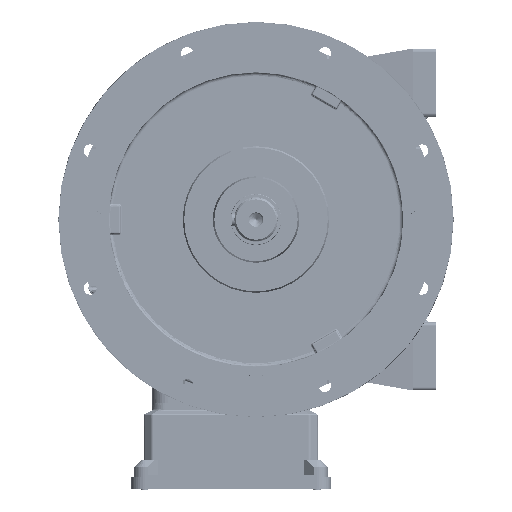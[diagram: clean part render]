
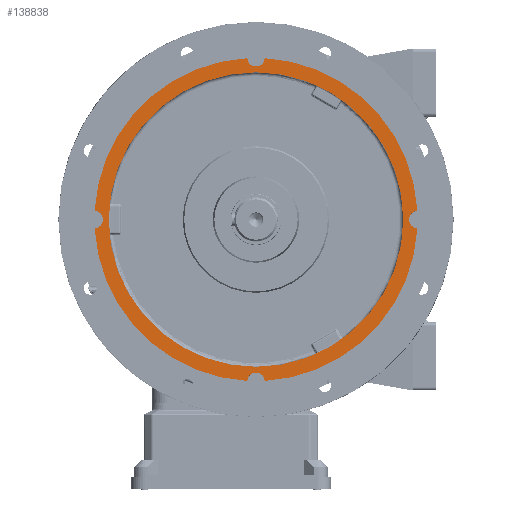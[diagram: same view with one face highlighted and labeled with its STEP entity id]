
A CAD part, left-side view. The second image highlights one B-rep face of the part: STEP entity #138838.
In plain terms, the highlighted planar face has unit normal (-1, 0, 0).
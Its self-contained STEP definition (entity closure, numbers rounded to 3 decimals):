
#2838 = AXIS2_PLACEMENT_3D ( 'NONE', #193609, #38150, #14685 ) ;
#9259 = VERTEX_POINT ( 'NONE', #57765 ) ;
#12534 = DIRECTION ( 'NONE',  ( -1., 0., 0. ) ) ;
#14685 = DIRECTION ( 'NONE',  ( 0., 1., 0. ) ) ;
#15560 = AXIS2_PLACEMENT_3D ( 'NONE', #119283, #235550, #200256 ) ;
#22411 = CIRCLE ( 'NONE', #164073, 12. ) ;
#22817 = DIRECTION ( 'NONE',  ( 0., 1., 0. ) ) ;
#27857 = CARTESIAN_POINT ( 'NONE',  ( 0., -225., 0. ) ) ;
#28599 = CARTESIAN_POINT ( 'NONE',  ( 0., 224.68, -11.996 ) ) ;
#29824 = EDGE_CURVE ( 'NONE', #198000, #104268, #22411, .T. ) ;
#34158 = PLANE ( 'NONE',  #132789 ) ;
#36696 = VERTEX_POINT ( 'NONE', #28599 ) ;
#38150 = DIRECTION ( 'NONE',  ( -1., 0., 0. ) ) ;
#39674 = ORIENTED_EDGE ( 'NONE', *, *, #190107, .F. ) ;
#39867 = DIRECTION ( 'NONE',  ( -1., 0., 0. ) ) ;
#42196 = CARTESIAN_POINT ( 'NONE',  ( 0., 11.996, -224.68 ) ) ;
#45372 = CIRCLE ( 'NONE', #124596, 12. ) ;
#46868 = EDGE_CURVE ( 'NONE', #194644, #131873, #149646, .T. ) ;
#47607 = DIRECTION ( 'NONE',  ( -1., 0., 0. ) ) ;
#49222 = CIRCLE ( 'NONE', #120237, 12. ) ;
#49643 = DIRECTION ( 'NONE',  ( 0., 0., 1. ) ) ;
#50417 = CARTESIAN_POINT ( 'NONE',  ( 0., 225., 0. ) ) ;
#52183 = EDGE_CURVE ( 'NONE', #198000, #139683, #117753, .T. ) ;
#53891 = CARTESIAN_POINT ( 'NONE',  ( 0., 0., 0. ) ) ;
#54990 = VERTEX_POINT ( 'NONE', #231872 ) ;
#55027 = FACE_BOUND ( 'NONE', #255654, .T. ) ;
#57765 = CARTESIAN_POINT ( 'NONE',  ( 0., -224.68, 11.996 ) ) ;
#57777 = ORIENTED_EDGE ( 'NONE', *, *, #29824, .F. ) ;
#61856 = ORIENTED_EDGE ( 'NONE', *, *, #130689, .T. ) ;
#62123 = DIRECTION ( 'NONE',  ( 0., -1., 0. ) ) ;
#62859 = EDGE_CURVE ( 'NONE', #104268, #54990, #191037, .T. ) ;
#65793 = CIRCLE ( 'NONE', #219952, 205. ) ;
#67986 = CARTESIAN_POINT ( 'NONE',  ( 0., 0., 0. ) ) ;
#78895 = CARTESIAN_POINT ( 'NONE',  ( 0., 224.68, 11.996 ) ) ;
#86906 = VERTEX_POINT ( 'NONE', #248996 ) ;
#89138 = VERTEX_POINT ( 'NONE', #254873 ) ;
#92945 = FACE_OUTER_BOUND ( 'NONE', #217440, .T. ) ;
#94195 = CARTESIAN_POINT ( 'NONE',  ( 0., 205., 0. ) ) ;
#96353 = AXIS2_PLACEMENT_3D ( 'NONE', #101227, #39867, #180889 ) ;
#97304 = VERTEX_POINT ( 'NONE', #108606 ) ;
#101227 = CARTESIAN_POINT ( 'NONE',  ( 0., 0., 0. ) ) ;
#104268 = VERTEX_POINT ( 'NONE', #159437 ) ;
#106835 = EDGE_CURVE ( 'NONE', #9259, #89138, #45372, .T. ) ;
#108453 = DIRECTION ( 'NONE',  ( -1., 0., 0. ) ) ;
#108606 = CARTESIAN_POINT ( 'NONE',  ( 0., 0., -205. ) ) ;
#108998 = CARTESIAN_POINT ( 'NONE',  ( 0., 0., 0. ) ) ;
#109388 = AXIS2_PLACEMENT_3D ( 'NONE', #67986, #147568, #49643 ) ;
#111255 = DIRECTION ( 'NONE',  ( 0., 0., -1. ) ) ;
#111311 = DIRECTION ( 'NONE',  ( -1., 0., 0. ) ) ;
#113965 = DIRECTION ( 'NONE',  ( 0., 0., 1. ) ) ;
#117753 = CIRCLE ( 'NONE', #109388, 225. ) ;
#119283 = CARTESIAN_POINT ( 'NONE',  ( 0., 0., 0. ) ) ;
#120237 = AXIS2_PLACEMENT_3D ( 'NONE', #50417, #12534, #152179 ) ;
#122794 = CARTESIAN_POINT ( 'NONE',  ( 0., 11.996, 224.68 ) ) ;
#124596 = AXIS2_PLACEMENT_3D ( 'NONE', #27857, #167598, #181104 ) ;
#124763 = EDGE_CURVE ( 'NONE', #97304, #152354, #65793, .T. ) ;
#125863 = EDGE_CURVE ( 'NONE', #9259, #54990, #149440, .T. ) ;
#128664 = ORIENTED_EDGE ( 'NONE', *, *, #106835, .F. ) ;
#130689 = EDGE_CURVE ( 'NONE', #36696, #131873, #238212, .T. ) ;
#131873 = VERTEX_POINT ( 'NONE', #42196 ) ;
#132789 = AXIS2_PLACEMENT_3D ( 'NONE', #94195, #214339, #111255 ) ;
#135364 = EDGE_CURVE ( 'NONE', #86906, #89138, #157408, .T. ) ;
#137078 = AXIS2_PLACEMENT_3D ( 'NONE', #208019, #111311, #151723 ) ;
#138838 = ADVANCED_FACE ( 'NONE', ( #55027, #92945 ), #34158, .F. ) ;
#139683 = VERTEX_POINT ( 'NONE', #78895 ) ;
#140343 = DIRECTION ( 'NONE',  ( -1., 0., 0. ) ) ;
#147568 = DIRECTION ( 'NONE',  ( -1., 0., 0. ) ) ;
#149315 = CARTESIAN_POINT ( 'NONE',  ( 0., 0., 205. ) ) ;
#149440 = CIRCLE ( 'NONE', #207840, 225. ) ;
#149646 = CIRCLE ( 'NONE', #162148, 12. ) ;
#151723 = DIRECTION ( 'NONE',  ( 0., 0., 1. ) ) ;
#152179 = DIRECTION ( 'NONE',  ( 0., 0., 1. ) ) ;
#152354 = VERTEX_POINT ( 'NONE', #149315 ) ;
#154400 = EDGE_CURVE ( 'NONE', #152354, #97304, #166332, .T. ) ;
#156500 = ORIENTED_EDGE ( 'NONE', *, *, #46868, .F. ) ;
#157408 = CIRCLE ( 'NONE', #15560, 225. ) ;
#159437 = CARTESIAN_POINT ( 'NONE',  ( 0., 0., 213. ) ) ;
#160743 = ORIENTED_EDGE ( 'NONE', *, *, #135364, .T. ) ;
#162148 = AXIS2_PLACEMENT_3D ( 'NONE', #239593, #140343, #22817 ) ;
#163883 = DIRECTION ( 'NONE',  ( 0., 0., 1. ) ) ;
#164073 = AXIS2_PLACEMENT_3D ( 'NONE', #239712, #240988, #62123 ) ;
#166332 = CIRCLE ( 'NONE', #137078, 205. ) ;
#167598 = DIRECTION ( 'NONE',  ( -1., 0., 0. ) ) ;
#169438 = ORIENTED_EDGE ( 'NONE', *, *, #191324, .F. ) ;
#176168 = CARTESIAN_POINT ( 'NONE',  ( 0., 0., -213. ) ) ;
#180889 = DIRECTION ( 'NONE',  ( 0., 0., 1. ) ) ;
#181104 = DIRECTION ( 'NONE',  ( 0., 0., -1. ) ) ;
#190107 = EDGE_CURVE ( 'NONE', #86906, #194644, #219799, .T. ) ;
#191037 = CIRCLE ( 'NONE', #199239, 12. ) ;
#191182 = ORIENTED_EDGE ( 'NONE', *, *, #154400, .F. ) ;
#191324 = EDGE_CURVE ( 'NONE', #36696, #139683, #49222, .T. ) ;
#191571 = ORIENTED_EDGE ( 'NONE', *, *, #125863, .T. ) ;
#191983 = CARTESIAN_POINT ( 'NONE',  ( 0., 0., 225. ) ) ;
#193609 = CARTESIAN_POINT ( 'NONE',  ( 0., 0., -225. ) ) ;
#194644 = VERTEX_POINT ( 'NONE', #176168 ) ;
#198000 = VERTEX_POINT ( 'NONE', #122794 ) ;
#199239 = AXIS2_PLACEMENT_3D ( 'NONE', #191983, #108453, #226008 ) ;
#200256 = DIRECTION ( 'NONE',  ( 0., 0., 1. ) ) ;
#207840 = AXIS2_PLACEMENT_3D ( 'NONE', #53891, #256238, #113965 ) ;
#208019 = CARTESIAN_POINT ( 'NONE',  ( 0., 0., 0. ) ) ;
#214339 = DIRECTION ( 'NONE',  ( 1., 0., 0. ) ) ;
#217440 = EDGE_LOOP ( 'NONE', ( #191571, #227206, #57777, #246898, #169438, #61856, #156500, #39674, #160743, #128664 ) ) ;
#219799 = CIRCLE ( 'NONE', #2838, 12. ) ;
#219952 = AXIS2_PLACEMENT_3D ( 'NONE', #108998, #47607, #163883 ) ;
#226008 = DIRECTION ( 'NONE',  ( 0., -1., 0. ) ) ;
#227206 = ORIENTED_EDGE ( 'NONE', *, *, #62859, .F. ) ;
#231872 = CARTESIAN_POINT ( 'NONE',  ( 0., -11.996, 224.68 ) ) ;
#235550 = DIRECTION ( 'NONE',  ( -1., 0., 0. ) ) ;
#238212 = CIRCLE ( 'NONE', #96353, 225. ) ;
#239593 = CARTESIAN_POINT ( 'NONE',  ( 0., 0., -225. ) ) ;
#239712 = CARTESIAN_POINT ( 'NONE',  ( 0., 0., 225. ) ) ;
#240988 = DIRECTION ( 'NONE',  ( -1., 0., 0. ) ) ;
#241920 = ORIENTED_EDGE ( 'NONE', *, *, #124763, .F. ) ;
#246898 = ORIENTED_EDGE ( 'NONE', *, *, #52183, .T. ) ;
#248996 = CARTESIAN_POINT ( 'NONE',  ( 0., -11.996, -224.68 ) ) ;
#254873 = CARTESIAN_POINT ( 'NONE',  ( 0., -224.68, -11.996 ) ) ;
#255654 = EDGE_LOOP ( 'NONE', ( #191182, #241920 ) ) ;
#256238 = DIRECTION ( 'NONE',  ( -1., 0., 0. ) ) ;
